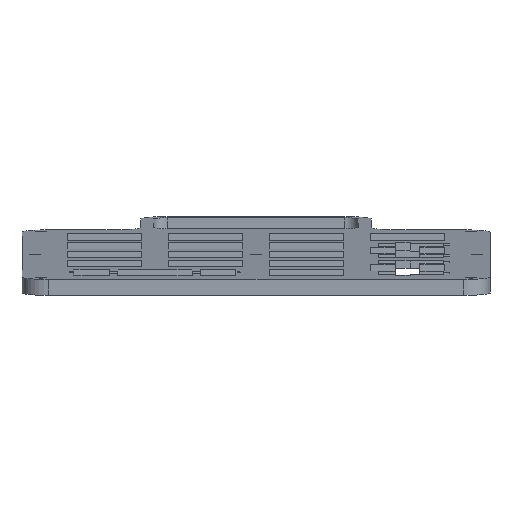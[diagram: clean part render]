
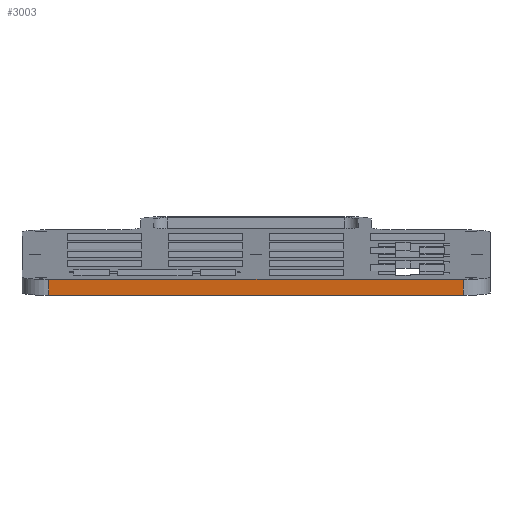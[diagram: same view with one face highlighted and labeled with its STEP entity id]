
A CAD part, front view. The second image highlights one B-rep face of the part: STEP entity #3003.
In plain terms, the highlighted planar face has unit normal (0, -0.996, -0.087).
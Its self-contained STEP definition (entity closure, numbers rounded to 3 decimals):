
#93=CARTESIAN_POINT('',(-0.905,-5.809,-102.93));
#94=VERTEX_POINT('',#93);
#102=CARTESIAN_POINT('',(77.295,-5.809,-102.93));
#103=VERTEX_POINT('',#102);
#104=CARTESIAN_POINT('',(77.295,-5.809,-102.93));
#105=DIRECTION('',(-1.,0.,0.));
#106=VECTOR('',#105,78.2);
#107=LINE('',#104,#106);
#108=EDGE_CURVE('',#103,#94,#107,.T.);
#2894=CARTESIAN_POINT('',(77.295,-5.547,-105.918));
#2895=VERTEX_POINT('',#2894);
#2903=CARTESIAN_POINT('',(-0.905,-5.547,-105.918));
#2904=VERTEX_POINT('',#2903);
#2905=CARTESIAN_POINT('',(-0.905,-5.547,-105.918));
#2906=DIRECTION('',(1.,0.,-0.));
#2907=VECTOR('',#2906,78.2);
#2908=LINE('',#2905,#2907);
#2909=EDGE_CURVE('',#2904,#2895,#2908,.T.);
#2982=CARTESIAN_POINT('',(38.195,-5.809,-102.93));
#2983=DIRECTION('',(0.,0.996,0.087));
#2984=DIRECTION('',(0.,-0.087,0.996));
#2985=AXIS2_PLACEMENT_3D('',#2982,#2983,#2984);
#2986=PLANE('',#2985);
#2987=ORIENTED_EDGE('',*,*,#2909,.T.);
#2988=CARTESIAN_POINT('',(77.295,-5.547,-105.918));
#2989=DIRECTION('',(-0.,-0.087,0.996));
#2990=VECTOR('',#2989,3.);
#2991=LINE('',#2988,#2990);
#2992=EDGE_CURVE('',#2895,#103,#2991,.T.);
#2993=ORIENTED_EDGE('',*,*,#2992,.T.);
#2994=ORIENTED_EDGE('',*,*,#108,.T.);
#2995=CARTESIAN_POINT('',(-0.905,-5.809,-102.93));
#2996=DIRECTION('',(0.,0.087,-0.996));
#2997=VECTOR('',#2996,3.);
#2998=LINE('',#2995,#2997);
#2999=EDGE_CURVE('',#94,#2904,#2998,.T.);
#3000=ORIENTED_EDGE('',*,*,#2999,.T.);
#3001=EDGE_LOOP('',(#2987,#2993,#2994,#3000));
#3002=FACE_BOUND('',#3001,.T.);
#3003=ADVANCED_FACE('',(#3002),#2986,.F.);
